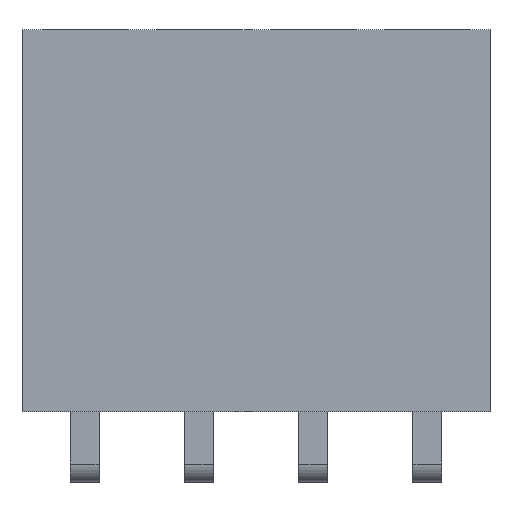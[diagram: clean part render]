
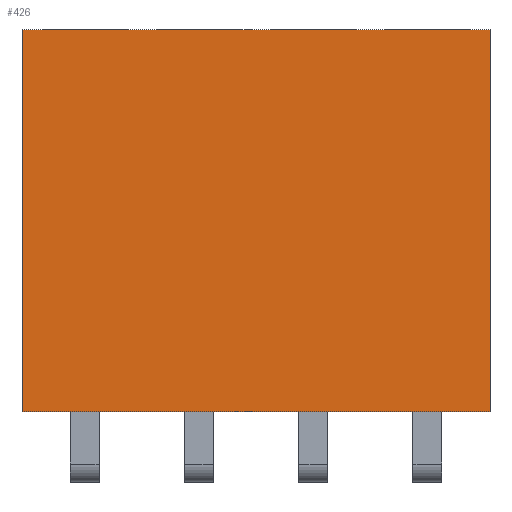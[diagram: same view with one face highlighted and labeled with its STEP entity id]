
A CAD part, top view. The second image highlights one B-rep face of the part: STEP entity #426.
In plain terms, the highlighted planar face has unit normal (0, 0, 1).
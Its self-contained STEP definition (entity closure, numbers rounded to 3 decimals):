
#426=ADVANCED_FACE('',(#909),#910,.T.);
#909=FACE_OUTER_BOUND('',#1440,.T.);
#910=PLANE('',#1441);
#1440=EDGE_LOOP('',(#2755,#2756,#2757,#2758));
#1441=AXIS2_PLACEMENT_3D('',#2759,#2760,#2761);
#2755=ORIENTED_EDGE('',*,*,#3741,.T.);
#2756=ORIENTED_EDGE('',*,*,#3372,.F.);
#2757=ORIENTED_EDGE('',*,*,#3817,.F.);
#2758=ORIENTED_EDGE('',*,*,#3624,.T.);
#2759=CARTESIAN_POINT('',(5.205,4.25,1.25));
#2760=DIRECTION('',(0.,-0.0,1.0));
#2761=DIRECTION('',(0.0,1.0,0.0));
#3372=EDGE_CURVE('',#4119,#4121,#4122,.T.);
#3624=EDGE_CURVE('',#4525,#4523,#4526,.T.);
#3741=EDGE_CURVE('',#4523,#4121,#4687,.T.);
#3817=EDGE_CURVE('',#4525,#4119,#4779,.T.);
#4119=VERTEX_POINT('',#5178);
#4121=VERTEX_POINT('',#5181);
#4122=LINE('',#5182,#5183);
#4523=VERTEX_POINT('',#5766);
#4525=VERTEX_POINT('',#5769);
#4526=LINE('',#5770,#5771);
#4687=LINE('',#6013,#6014);
#4779=LINE('',#6146,#6147);
#5178=CARTESIAN_POINT('',(5.205,0.0,1.25));
#5181=CARTESIAN_POINT('',(-5.205,0.0,1.25));
#5182=CARTESIAN_POINT('',(5.205,0.0,1.25));
#5183=VECTOR('',#6374,1.0);
#5766=CARTESIAN_POINT('',(-5.205,8.5,1.25));
#5769=CARTESIAN_POINT('',(5.205,8.5,1.25));
#5770=CARTESIAN_POINT('',(5.205,8.5,1.25));
#5771=VECTOR('',#6627,1.0);
#6013=CARTESIAN_POINT('',(-5.205,8.5,1.25));
#6014=VECTOR('',#6739,1.0);
#6146=CARTESIAN_POINT('',(5.205,8.5,1.25));
#6147=VECTOR('',#6804,1.0);
#6374=DIRECTION('',(-1.0,0.0,0.));
#6627=DIRECTION('',(-1.0,0.0,0.));
#6739=DIRECTION('',(0.0,-1.0,0.0));
#6804=DIRECTION('',(0.0,-1.0,0.0));
